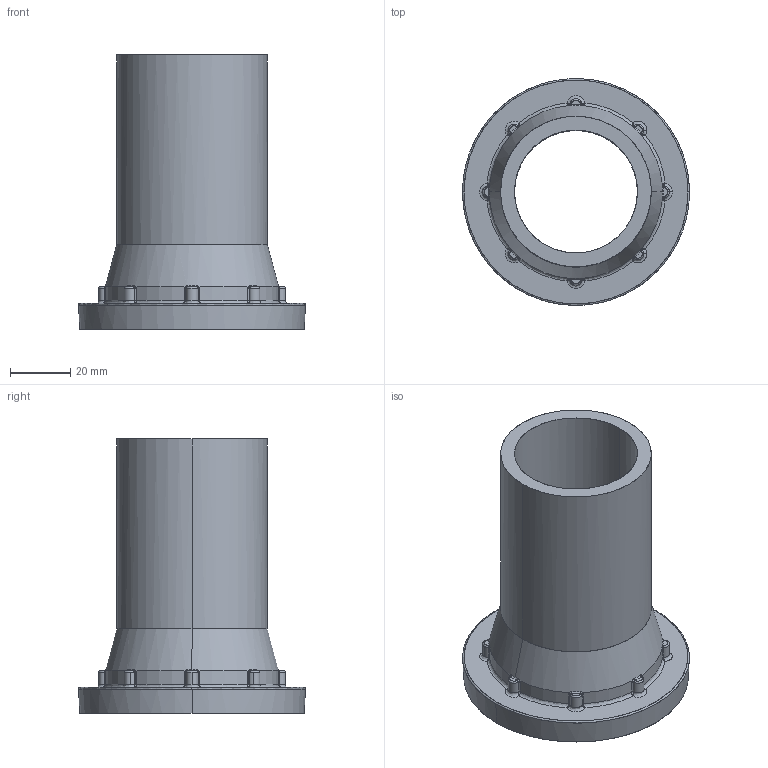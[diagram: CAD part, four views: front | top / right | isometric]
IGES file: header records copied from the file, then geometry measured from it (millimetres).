
Start section: SolidWorks IGES file using NURBS representation for surfaces
Global section: file name: 05 61 5359 050.IGS; native system: SolidWorks 2018; preprocessor: SolidWorks 2018; author: utilizador; date: 180906.155936; units: millimetre
Bounding box: 75.34 x 75.33 x 91 mm (x, y, z)
Surface area: 32392.4 mm2 (no closed solid volume)
Topology: 0 solids, 0 shells, 147 faces, 1582 edges, 1574 vertices
Faces by surface type: bspline 147
